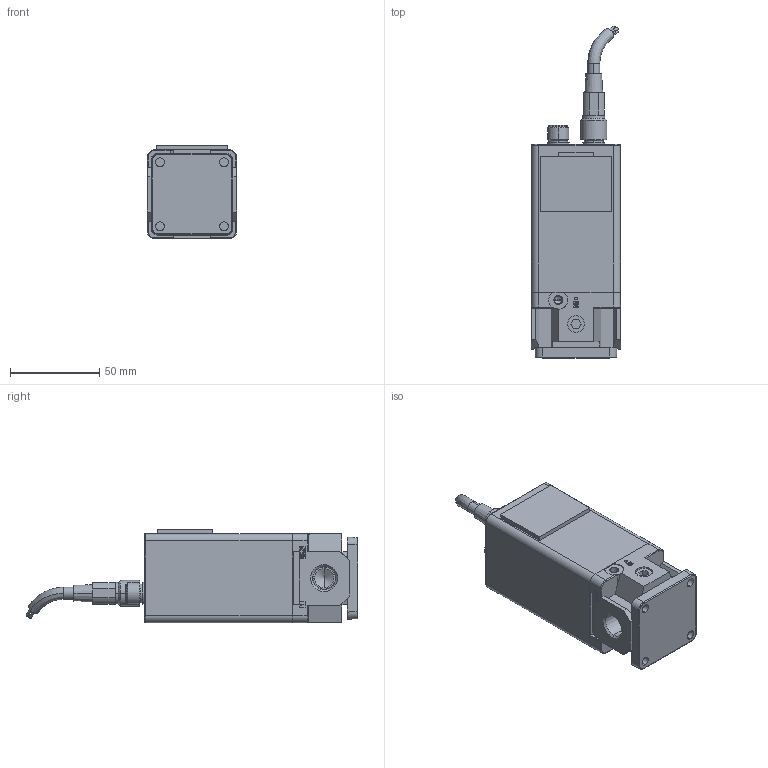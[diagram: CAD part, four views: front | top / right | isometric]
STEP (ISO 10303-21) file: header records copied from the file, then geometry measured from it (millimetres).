
FILE_DESCRIPTION (( 'STEP AP214' ), '1' );
FILE_NAME ('ITV2030-DE3S.STEP', '2018-05-22T06:53:18', ( 'SONIC' ), ( 'UNITCOM PC' ), 'SwSTEP 2.0', 'SolidWorks 2015', '' );
FILE_SCHEMA (( 'AUTOMOTIVE_DESIGN' ));
Length unit declared in the file: millimetre
Products named in the file (4): ITV2030-DE3S_ITV4017 Cable_S; ITV2030-DE3S_Adress Switch; ITV2030-DE3S_ITV4017 Body_20; ITV2030-DE3S
Assembly tree (3 placements, depth 2):
  ITV2030-DE3S
    ITV2030-DE3S_ITV4017 Body_20
    ITV2030-DE3S_Adress Switch
    ITV2030-DE3S_ITV4017 Cable_S
Bounding box: 50 x 186.5 x 52.5 mm (x, y, z)
Volume: 281550.9 mm3; surface area: 41123.1 mm2
Topology: 3 solids, 3 shells, 606 faces, 1518 edges, 977 vertices
Faces by surface type: plane 342, cylinder 143, bspline 79, cone 30, torus 8, sphere 4
Entity records: 26898 total; most frequent: CARTESIAN_POINT 7917, ORIENTED_EDGE 3004, DIRECTION 2763, EDGE_CURVE 1502, VECTOR 975, LINE 975, VERTEX_POINT 973, AXIS2_PLACEMENT_3D 894
